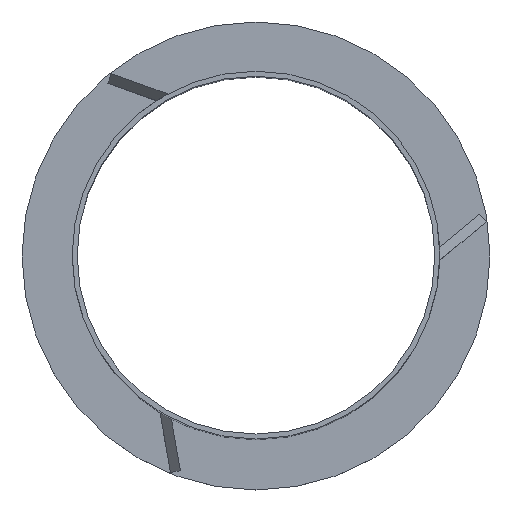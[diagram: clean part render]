
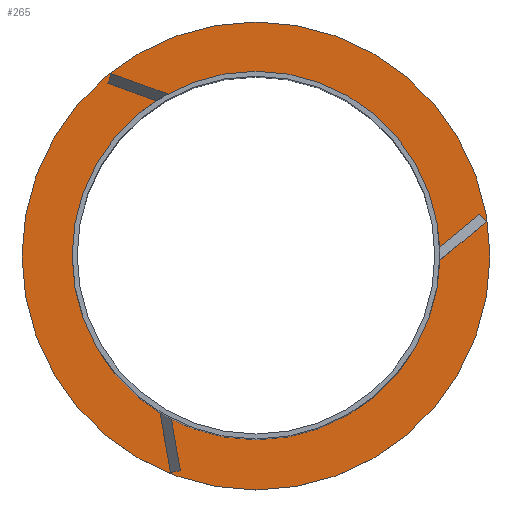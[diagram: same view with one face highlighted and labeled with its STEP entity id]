
A CAD part, top view. The second image highlights one B-rep face of the part: STEP entity #265.
In plain terms, the highlighted planar face has unit normal (0, 0, 1).
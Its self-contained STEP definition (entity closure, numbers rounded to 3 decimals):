
#106 = CYLINDRICAL_SURFACE('',#107,46.7);
#107 = AXIS2_PLACEMENT_3D('',#108,#109,#110);
#108 = CARTESIAN_POINT('',(0.,0.,0.));
#109 = DIRECTION('',(-0.,-0.,-1.));
#110 = DIRECTION('',(1.,0.,0.));
#180 = VERTEX_POINT('',#181);
#181 = CARTESIAN_POINT('',(46.7,0.,2.));
#202 = EDGE_CURVE('',#180,#180,#203,.T.);
#203 = SURFACE_CURVE('',#204,(#209,#216),.PCURVE_S1.);
#204 = CIRCLE('',#205,46.7);
#205 = AXIS2_PLACEMENT_3D('',#206,#207,#208);
#206 = CARTESIAN_POINT('',(0.,0.,2.));
#207 = DIRECTION('',(0.,0.,1.));
#208 = DIRECTION('',(1.,0.,0.));
#209 = PCURVE('',#106,#210);
#210 = DEFINITIONAL_REPRESENTATION('',(#211),#215);
#211 = LINE('',#212,#213);
#212 = CARTESIAN_POINT('',(-0.,-2.));
#213 = VECTOR('',#214,1.);
#214 = DIRECTION('',(-1.,0.));
#215 = ( GEOMETRIC_REPRESENTATION_CONTEXT(2) 
PARAMETRIC_REPRESENTATION_CONTEXT() REPRESENTATION_CONTEXT('2D SPACE',''
  ) );
#216 = PCURVE('',#217,#222);
#217 = PLANE('',#218);
#218 = AXIS2_PLACEMENT_3D('',#219,#220,#221);
#219 = CARTESIAN_POINT('',(0.,0.,2.));
#220 = DIRECTION('',(0.,0.,1.));
#221 = DIRECTION('',(1.,0.,0.));
#222 = DEFINITIONAL_REPRESENTATION('',(#223),#227);
#223 = CIRCLE('',#224,46.7);
#224 = AXIS2_PLACEMENT_2D('',#225,#226);
#225 = CARTESIAN_POINT('',(0.,0.));
#226 = DIRECTION('',(1.,0.));
#227 = ( GEOMETRIC_REPRESENTATION_CONTEXT(2) 
PARAMETRIC_REPRESENTATION_CONTEXT() REPRESENTATION_CONTEXT('2D SPACE',''
  ) );
#251 = CYLINDRICAL_SURFACE('',#252,36.7);
#252 = AXIS2_PLACEMENT_3D('',#253,#254,#255);
#253 = CARTESIAN_POINT('',(0.,0.,0.));
#254 = DIRECTION('',(-0.,-0.,-1.));
#255 = DIRECTION('',(1.,0.,0.));
#265 = ADVANCED_FACE('',(#266,#269),#217,.T.);
#266 = FACE_BOUND('',#267,.T.);
#267 = EDGE_LOOP('',(#268));
#268 = ORIENTED_EDGE('',*,*,#202,.T.);
#269 = FACE_BOUND('',#270,.T.);
#270 = EDGE_LOOP('',(#271));
#271 = ORIENTED_EDGE('',*,*,#272,.T.);
#272 = EDGE_CURVE('',#273,#273,#275,.T.);
#273 = VERTEX_POINT('',#274);
#274 = CARTESIAN_POINT('',(36.7,0.,2.));
#275 = SURFACE_CURVE('',#276,(#281,#292),.PCURVE_S1.);
#276 = CIRCLE('',#277,36.7);
#277 = AXIS2_PLACEMENT_3D('',#278,#279,#280);
#278 = CARTESIAN_POINT('',(0.,0.,2.));
#279 = DIRECTION('',(0.,0.,-1.));
#280 = DIRECTION('',(1.,0.,0.));
#281 = PCURVE('',#217,#282);
#282 = DEFINITIONAL_REPRESENTATION('',(#283),#291);
#283 = ( BOUNDED_CURVE() B_SPLINE_CURVE(2,(#284,#285,#286,#287,#288,#289
,#290),.UNSPECIFIED.,.T.,.F.) B_SPLINE_CURVE_WITH_KNOTS((1,2,2,2,2,1),(
    -2.094,0.,2.094,4.189,6.283,
8.378),.UNSPECIFIED.) CURVE() GEOMETRIC_REPRESENTATION_ITEM() 
RATIONAL_B_SPLINE_CURVE((1.,0.5,1.,0.5,1.,0.5,1.)) REPRESENTATION_ITEM(
  '') );
#284 = CARTESIAN_POINT('',(36.7,0.));
#285 = CARTESIAN_POINT('',(36.7,-63.566));
#286 = CARTESIAN_POINT('',(-18.35,-31.783));
#287 = CARTESIAN_POINT('',(-73.4,0.));
#288 = CARTESIAN_POINT('',(-18.35,31.783));
#289 = CARTESIAN_POINT('',(36.7,63.566));
#290 = CARTESIAN_POINT('',(36.7,0.));
#291 = ( GEOMETRIC_REPRESENTATION_CONTEXT(2) 
PARAMETRIC_REPRESENTATION_CONTEXT() REPRESENTATION_CONTEXT('2D SPACE',''
  ) );
#292 = PCURVE('',#251,#293);
#293 = DEFINITIONAL_REPRESENTATION('',(#294),#298);
#294 = LINE('',#295,#296);
#295 = CARTESIAN_POINT('',(-6.283,-2.));
#296 = VECTOR('',#297,1.);
#297 = DIRECTION('',(1.,-0.));
#298 = ( GEOMETRIC_REPRESENTATION_CONTEXT(2) 
PARAMETRIC_REPRESENTATION_CONTEXT() REPRESENTATION_CONTEXT('2D SPACE',''
  ) );
